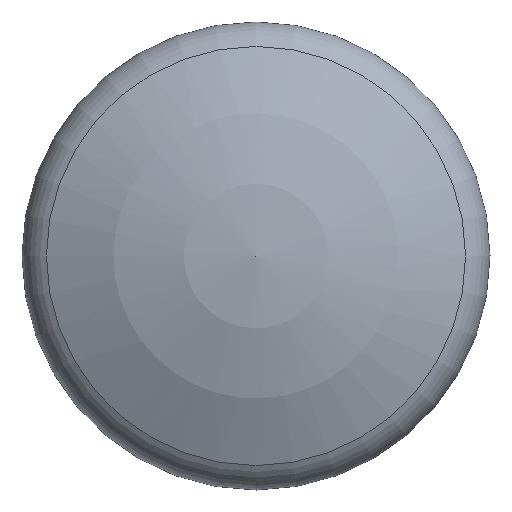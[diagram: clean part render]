
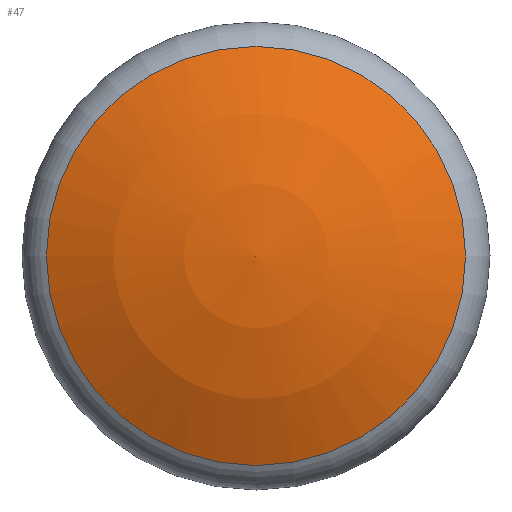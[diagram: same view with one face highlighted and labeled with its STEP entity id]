
A CAD part, left-side view. The second image highlights one B-rep face of the part: STEP entity #47.
In plain terms, the highlighted spherical face has radius 92.5 mm.
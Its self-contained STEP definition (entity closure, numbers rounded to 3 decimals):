
#47 = ADVANCED_FACE( '', ( #96, #97 ), #98, .T. );
#96 = FACE_BOUND( '', #139, .T. );
#97 = FACE_OUTER_BOUND( '', #140, .T. );
#98 = SPHERICAL_SURFACE( '', #141, 92.5 );
#139 = VERTEX_LOOP( '', #190 );
#140 = EDGE_LOOP( '', ( #191 ) );
#141 = AXIS2_PLACEMENT_3D( '', #192, #193, #194 );
#190 = VERTEX_POINT( '', #218 );
#191 = ORIENTED_EDGE( '', *, *, #208, .F. );
#192 = CARTESIAN_POINT( '', ( 57.5, 0., 0. ) );
#193 = DIRECTION( '', ( 1., 0., 0. ) );
#194 = DIRECTION( '', ( 0., 1., 0. ) );
#208 = EDGE_CURVE( '', #231, #231, #232, .T. );
#218 = CARTESIAN_POINT( '', ( -35., 0., 0. ) );
#231 = VERTEX_POINT( '', #256 );
#232 = CIRCLE( '', #257, 41.418 );
#256 = CARTESIAN_POINT( '', ( -25.209, 0., -41.418 ) );
#257 = AXIS2_PLACEMENT_3D( '', #282, #283, #284 );
#282 = CARTESIAN_POINT( '', ( -25.209, 0., 0. ) );
#283 = DIRECTION( '', ( 1., 0., 0. ) );
#284 = DIRECTION( '', ( 0., 0., -1. ) );
